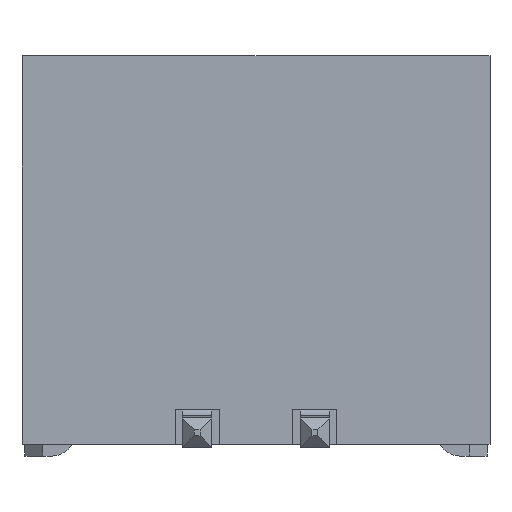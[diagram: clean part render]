
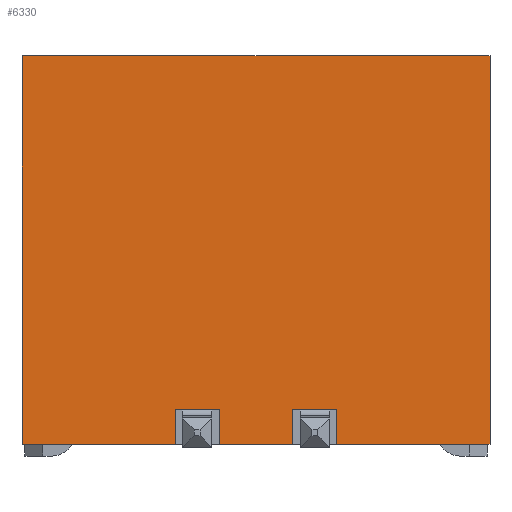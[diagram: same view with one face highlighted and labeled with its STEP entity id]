
A CAD part, front view. The second image highlights one B-rep face of the part: STEP entity #6330.
In plain terms, the highlighted planar face has unit normal (0, -1, 0).
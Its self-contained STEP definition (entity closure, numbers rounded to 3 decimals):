
#8 = ORIENTED_EDGE ( 'NONE', *, *, #2865, .F. ) ;
#75 = EDGE_CURVE ( 'NONE', #106, #4556, #5294, .T. ) ;
#106 = VERTEX_POINT ( 'NONE', #5427 ) ;
#164 = EDGE_CURVE ( 'NONE', #2291, #7733, #3021, .T. ) ;
#187 = ORIENTED_EDGE ( 'NONE', *, *, #164, .T. ) ;
#200 = DIRECTION ( 'NONE',  ( 0., 0., -1. ) ) ;
#374 = LINE ( 'NONE', #757, #1991 ) ;
#394 = CARTESIAN_POINT ( 'NONE',  ( 4.012, 3.95, 7.573 ) ) ;
#581 = EDGE_CURVE ( 'NONE', #3915, #4427, #6257, .T. ) ;
#604 = AXIS2_PLACEMENT_3D ( 'NONE', #6075, #2492, #6659 ) ;
#757 = CARTESIAN_POINT ( 'NONE',  ( 6.762, 3.95, 7.573 ) ) ;
#827 = DIRECTION ( 'NONE',  ( 0., 0., -1. ) ) ;
#848 = VERTEX_POINT ( 'NONE', #1918 ) ;
#1051 = VERTEX_POINT ( 'NONE', #7708 ) ;
#1119 = VECTOR ( 'NONE', #3591, 1000. ) ;
#1226 = ORIENTED_EDGE ( 'NONE', *, *, #7719, .T. ) ;
#1407 = VERTEX_POINT ( 'NONE', #4701 ) ;
#1408 = DIRECTION ( 'NONE',  ( -1., 0., 0. ) ) ;
#1651 = VECTOR ( 'NONE', #5360, 1000. ) ;
#1776 = CARTESIAN_POINT ( 'NONE',  ( 9.362, 3.95, 13.573 ) ) ;
#1794 = EDGE_LOOP ( 'NONE', ( #2441, #1226, #5466, #3314, #187, #7689, #7346, #4248, #2504, #4918, #8, #3526 ) ) ;
#1918 = CARTESIAN_POINT ( 'NONE',  ( 6.762, 3.95, 6.973 ) ) ;
#1991 = VECTOR ( 'NONE', #4399, 1000. ) ;
#1999 = DIRECTION ( 'NONE',  ( 1., 0., 0. ) ) ;
#2010 = EDGE_CURVE ( 'NONE', #4427, #4903, #4626, .T. ) ;
#2163 = LINE ( 'NONE', #3221, #3562 ) ;
#2291 = VERTEX_POINT ( 'NONE', #4426 ) ;
#2390 = VERTEX_POINT ( 'NONE', #5396 ) ;
#2441 = ORIENTED_EDGE ( 'NONE', *, *, #4747, .F. ) ;
#2492 = DIRECTION ( 'NONE',  ( 0., 1., 0. ) ) ;
#2504 = ORIENTED_EDGE ( 'NONE', *, *, #3312, .F. ) ;
#2512 = DIRECTION ( 'NONE',  ( 1., 0., 0. ) ) ;
#2722 = LINE ( 'NONE', #6536, #1119 ) ;
#2865 = EDGE_CURVE ( 'NONE', #4556, #848, #3041, .T. ) ;
#3021 = LINE ( 'NONE', #5502, #5998 ) ;
#3041 = LINE ( 'NONE', #4408, #4660 ) ;
#3087 = CARTESIAN_POINT ( 'NONE',  ( 4.762, 3.95, 6.973 ) ) ;
#3174 = FACE_OUTER_BOUND ( 'NONE', #1794, .T. ) ;
#3221 = CARTESIAN_POINT ( 'NONE',  ( 4.762, 3.95, 7.573 ) ) ;
#3243 = LINE ( 'NONE', #7552, #3909 ) ;
#3312 = EDGE_CURVE ( 'NONE', #1051, #3915, #374, .T. ) ;
#3314 = ORIENTED_EDGE ( 'NONE', *, *, #4632, .F. ) ;
#3526 = ORIENTED_EDGE ( 'NONE', *, *, #75, .F. ) ;
#3561 = CARTESIAN_POINT ( 'NONE',  ( 6.012, 3.95, 6.973 ) ) ;
#3562 = VECTOR ( 'NONE', #200, 1000. ) ;
#3591 = DIRECTION ( 'NONE',  ( 1., 0., 0. ) ) ;
#3874 = EDGE_CURVE ( 'NONE', #7733, #4903, #2163, .T. ) ;
#3909 = VECTOR ( 'NONE', #4007, 1000. ) ;
#3915 = VERTEX_POINT ( 'NONE', #6076 ) ;
#3994 = EDGE_CURVE ( 'NONE', #1407, #2390, #6175, .T. ) ;
#4007 = DIRECTION ( 'NONE',  ( 0., 0., -1. ) ) ;
#4036 = DIRECTION ( 'NONE',  ( 0., 0., -1. ) ) ;
#4248 = ORIENTED_EDGE ( 'NONE', *, *, #581, .F. ) ;
#4393 = CARTESIAN_POINT ( 'NONE',  ( 1.412, 3.95, 6.973 ) ) ;
#4399 = DIRECTION ( 'NONE',  ( -1., 0., 0. ) ) ;
#4408 = CARTESIAN_POINT ( 'NONE',  ( 9.362, 3.95, 6.973 ) ) ;
#4426 = CARTESIAN_POINT ( 'NONE',  ( 4.012, 3.95, 7.573 ) ) ;
#4427 = VERTEX_POINT ( 'NONE', #3561 ) ;
#4556 = VERTEX_POINT ( 'NONE', #5148 ) ;
#4625 = VECTOR ( 'NONE', #1999, 1000. ) ;
#4626 = LINE ( 'NONE', #6251, #7775 ) ;
#4632 = EDGE_CURVE ( 'NONE', #2291, #2390, #6244, .T. ) ;
#4660 = VECTOR ( 'NONE', #6133, 1000. ) ;
#4701 = CARTESIAN_POINT ( 'NONE',  ( 1.412, 3.95, 6.973 ) ) ;
#4747 = EDGE_CURVE ( 'NONE', #7394, #106, #2722, .T. ) ;
#4761 = CARTESIAN_POINT ( 'NONE',  ( 6.762, 3.95, 7.573 ) ) ;
#4781 = DIRECTION ( 'NONE',  ( 0., 0., -1. ) ) ;
#4903 = VERTEX_POINT ( 'NONE', #3087 ) ;
#4918 = ORIENTED_EDGE ( 'NONE', *, *, #6981, .T. ) ;
#5025 = LINE ( 'NONE', #4761, #1651 ) ;
#5094 = VECTOR ( 'NONE', #4781, 1000. ) ;
#5148 = CARTESIAN_POINT ( 'NONE',  ( 9.362, 3.95, 6.973 ) ) ;
#5227 = CARTESIAN_POINT ( 'NONE',  ( 4.762, 3.95, 7.573 ) ) ;
#5294 = LINE ( 'NONE', #1776, #5094 ) ;
#5360 = DIRECTION ( 'NONE',  ( 0., 0., -1. ) ) ;
#5396 = CARTESIAN_POINT ( 'NONE',  ( 4.012, 3.95, 6.973 ) ) ;
#5427 = CARTESIAN_POINT ( 'NONE',  ( 9.362, 3.95, 13.573 ) ) ;
#5466 = ORIENTED_EDGE ( 'NONE', *, *, #3994, .T. ) ;
#5502 = CARTESIAN_POINT ( 'NONE',  ( 4.012, 3.95, 7.573 ) ) ;
#5998 = VECTOR ( 'NONE', #2512, 1000. ) ;
#6072 = VECTOR ( 'NONE', #4036, 1000. ) ;
#6075 = CARTESIAN_POINT ( 'NONE',  ( 0., 3.95, 0. ) ) ;
#6076 = CARTESIAN_POINT ( 'NONE',  ( 6.012, 3.95, 7.573 ) ) ;
#6133 = DIRECTION ( 'NONE',  ( -1., 0., 0. ) ) ;
#6175 = LINE ( 'NONE', #4393, #4625 ) ;
#6244 = LINE ( 'NONE', #394, #6072 ) ;
#6251 = CARTESIAN_POINT ( 'NONE',  ( 9.362, 3.95, 6.973 ) ) ;
#6257 = LINE ( 'NONE', #7202, #7676 ) ;
#6330 = ADVANCED_FACE ( 'NONE', ( #3174 ), #7234, .F. ) ;
#6536 = CARTESIAN_POINT ( 'NONE',  ( -2.588, 3.95, 13.573 ) ) ;
#6659 = DIRECTION ( 'NONE',  ( 0., 0., 1. ) ) ;
#6981 = EDGE_CURVE ( 'NONE', #1051, #848, #5025, .T. ) ;
#7202 = CARTESIAN_POINT ( 'NONE',  ( 6.012, 3.95, 7.573 ) ) ;
#7234 = PLANE ( 'NONE',  #604 ) ;
#7346 = ORIENTED_EDGE ( 'NONE', *, *, #2010, .F. ) ;
#7394 = VERTEX_POINT ( 'NONE', #7751 ) ;
#7552 = CARTESIAN_POINT ( 'NONE',  ( 1.412, 3.95, 13.573 ) ) ;
#7676 = VECTOR ( 'NONE', #827, 1000. ) ;
#7689 = ORIENTED_EDGE ( 'NONE', *, *, #3874, .T. ) ;
#7708 = CARTESIAN_POINT ( 'NONE',  ( 6.762, 3.95, 7.573 ) ) ;
#7719 = EDGE_CURVE ( 'NONE', #7394, #1407, #3243, .T. ) ;
#7733 = VERTEX_POINT ( 'NONE', #5227 ) ;
#7751 = CARTESIAN_POINT ( 'NONE',  ( 1.412, 3.95, 13.573 ) ) ;
#7775 = VECTOR ( 'NONE', #1408, 1000. ) ;
